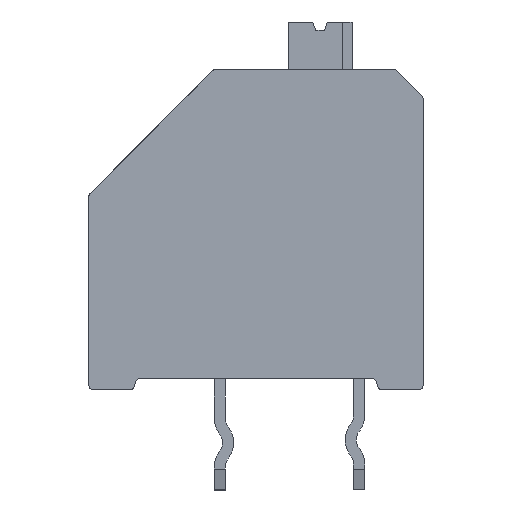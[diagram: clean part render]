
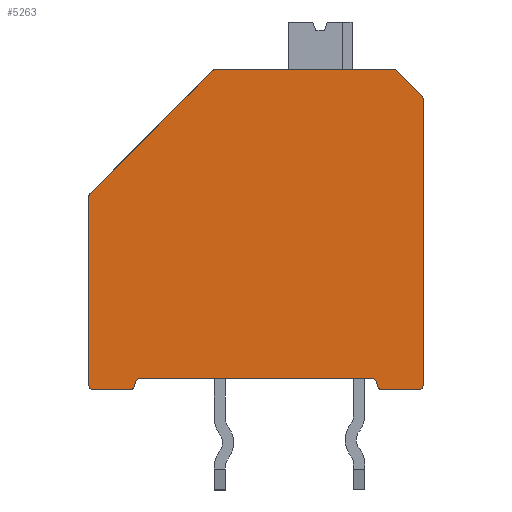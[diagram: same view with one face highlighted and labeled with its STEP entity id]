
A CAD part, front view. The second image highlights one B-rep face of the part: STEP entity #5263.
In plain terms, the highlighted planar face has unit normal (0, -1, 0).
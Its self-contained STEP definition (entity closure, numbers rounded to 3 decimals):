
#223=CIRCLE('',#5455,0.17);
#224=CIRCLE('',#5457,0.17);
#225=CIRCLE('',#5460,0.17);
#226=CIRCLE('',#5463,0.17);
#227=CIRCLE('',#5465,0.17);
#230=CIRCLE('',#5471,0.17);
#243=CIRCLE('',#5509,0.17);
#244=CIRCLE('',#5517,0.17);
#247=CIRCLE('',#5523,0.17);
#252=CIRCLE('',#5540,0.17);
#643=ORIENTED_EDGE('',*,*,#1516,.F.);
#644=ORIENTED_EDGE('',*,*,#1528,.T.);
#645=ORIENTED_EDGE('',*,*,#1548,.T.);
#646=ORIENTED_EDGE('',*,*,#1536,.F.);
#647=ORIENTED_EDGE('',*,*,#1625,.T.);
#648=ORIENTED_EDGE('',*,*,#1628,.F.);
#649=ORIENTED_EDGE('',*,*,#1627,.T.);
#650=ORIENTED_EDGE('',*,*,#1532,.T.);
#651=ORIENTED_EDGE('',*,*,#1525,.F.);
#652=ORIENTED_EDGE('',*,*,#1610,.T.);
#653=ORIENTED_EDGE('',*,*,#1611,.T.);
#654=ORIENTED_EDGE('',*,*,#1519,.T.);
#655=ORIENTED_EDGE('',*,*,#1537,.F.);
#656=ORIENTED_EDGE('',*,*,#1522,.T.);
#657=ORIENTED_EDGE('',*,*,#1651,.F.);
#658=ORIENTED_EDGE('',*,*,#1656,.T.);
#659=ORIENTED_EDGE('',*,*,#1613,.F.);
#660=ORIENTED_EDGE('',*,*,#1633,.T.);
#661=ORIENTED_EDGE('',*,*,#1586,.T.);
#662=ORIENTED_EDGE('',*,*,#1542,.T.);
#1516=EDGE_CURVE('',#2073,#2074,#2435,.T.);
#1519=EDGE_CURVE('',#2076,#2075,#223,.T.);
#1522=EDGE_CURVE('',#2078,#2077,#224,.T.);
#1525=EDGE_CURVE('',#2079,#2080,#2442,.T.);
#1528=EDGE_CURVE('',#2073,#2081,#225,.T.);
#1532=EDGE_CURVE('',#2084,#2080,#226,.T.);
#1536=EDGE_CURVE('',#2086,#2085,#227,.T.);
#1537=EDGE_CURVE('',#2078,#2075,#2451,.T.);
#1542=EDGE_CURVE('',#2091,#2074,#230,.T.);
#1548=EDGE_CURVE('',#2081,#2085,#2457,.T.);
#1586=EDGE_CURVE('',#2124,#2091,#2488,.T.);
#1610=EDGE_CURVE('',#2079,#2140,#243,.T.);
#1611=EDGE_CURVE('',#2140,#2076,#2501,.T.);
#1613=EDGE_CURVE('',#2141,#2142,#2503,.T.);
#1625=EDGE_CURVE('',#2086,#2148,#2515,.T.);
#1627=EDGE_CURVE('',#2149,#2084,#2517,.T.);
#1628=EDGE_CURVE('',#2149,#2148,#244,.T.);
#1633=EDGE_CURVE('',#2141,#2124,#247,.T.);
#1651=EDGE_CURVE('',#2157,#2077,#2531,.T.);
#1656=EDGE_CURVE('',#2157,#2142,#252,.T.);
#2073=VERTEX_POINT('',#7104);
#2074=VERTEX_POINT('',#7106);
#2075=VERTEX_POINT('',#7110);
#2076=VERTEX_POINT('',#7112);
#2077=VERTEX_POINT('',#7116);
#2078=VERTEX_POINT('',#7118);
#2079=VERTEX_POINT('',#7122);
#2080=VERTEX_POINT('',#7124);
#2081=VERTEX_POINT('',#7128);
#2084=VERTEX_POINT('',#7138);
#2085=VERTEX_POINT('',#7142);
#2086=VERTEX_POINT('',#7144);
#2091=VERTEX_POINT('',#7159);
#2124=VERTEX_POINT('',#7249);
#2140=VERTEX_POINT('',#7318);
#2141=VERTEX_POINT('',#7324);
#2142=VERTEX_POINT('',#7326);
#2148=VERTEX_POINT('',#7346);
#2149=VERTEX_POINT('',#7350);
#2157=VERTEX_POINT('',#7395);
#2435=LINE('',#7105,#2809);
#2442=LINE('',#7123,#2816);
#2451=LINE('',#7147,#2825);
#2457=LINE('',#7171,#2831);
#2488=LINE('',#7248,#2862);
#2501=LINE('',#7321,#2875);
#2503=LINE('',#7325,#2877);
#2515=LINE('',#7347,#2889);
#2517=LINE('',#7351,#2891);
#2531=LINE('',#7396,#2905);
#2809=VECTOR('',#5898,1000.);
#2816=VECTOR('',#5915,1000.);
#2825=VECTOR('',#5940,1000.);
#2831=VECTOR('',#5964,1000.);
#2862=VECTOR('',#6031,1000.);
#2875=VECTOR('',#6078,1000.);
#2877=VECTOR('',#6082,1000.);
#2889=VECTOR('',#6100,1000.);
#2891=VECTOR('',#6104,1000.);
#2905=VECTOR('',#6164,1000.);
#3219=EDGE_LOOP('',(#643,#644,#645,#646,#647,#648,#649,#650,#651,#652,#653,
#654,#655,#656,#657,#658,#659,#660,#661,#662));
#3443=FACE_BOUND('',#3219,.T.);
#3645=PLANE('',#5539);
#5263=ADVANCED_FACE('',(#3443),#3645,.T.);
#5455=AXIS2_PLACEMENT_3D('',#7111,#5903,#5904);
#5457=AXIS2_PLACEMENT_3D('',#7117,#5909,#5910);
#5460=AXIS2_PLACEMENT_3D('',#7129,#5920,#5921);
#5463=AXIS2_PLACEMENT_3D('',#7137,#5929,#5930);
#5465=AXIS2_PLACEMENT_3D('',#7145,#5936,#5937);
#5471=AXIS2_PLACEMENT_3D('',#7158,#5951,#5952);
#5509=AXIS2_PLACEMENT_3D('',#7319,#6074,#6075);
#5517=AXIS2_PLACEMENT_3D('',#7353,#6107,#6108);
#5523=AXIS2_PLACEMENT_3D('',#7361,#6121,#6122);
#5539=AXIS2_PLACEMENT_3D('',#7403,#6169,#6170);
#5540=AXIS2_PLACEMENT_3D('',#7404,#6171,#6172);
#5898=DIRECTION('',(-1.,0.,0.));
#5903=DIRECTION('',(0.,-1.,0.));
#5904=DIRECTION('',(0.,0.,-1.));
#5909=DIRECTION('',(0.,-1.,0.));
#5910=DIRECTION('',(0.,0.,-1.));
#5915=DIRECTION('',(-1.,0.,0.));
#5920=DIRECTION('',(0.,-1.,0.));
#5921=DIRECTION('',(0.,0.,-1.));
#5929=DIRECTION('',(0.,-1.,0.));
#5930=DIRECTION('',(0.,0.,-1.));
#5936=DIRECTION('',(0.,-1.,0.));
#5937=DIRECTION('',(0.,0.,-1.));
#5940=DIRECTION('',(0.707,0.,-0.707));
#5951=DIRECTION('',(0.,-1.,0.));
#5952=DIRECTION('',(0.,0.,-1.));
#5964=DIRECTION('',(0.259,0.,0.966));
#6031=DIRECTION('',(0.,0.,-1.));
#6074=DIRECTION('',(0.,-1.,0.));
#6075=DIRECTION('',(0.,0.,-1.));
#6078=DIRECTION('',(0.,0.,1.));
#6082=DIRECTION('',(0.707,0.,0.707));
#6100=DIRECTION('',(1.,0.,0.));
#6104=DIRECTION('',(0.259,0.,-0.966));
#6107=DIRECTION('',(0.,-1.,0.));
#6108=DIRECTION('',(0.,0.,-1.));
#6121=DIRECTION('',(0.,-1.,0.));
#6122=DIRECTION('',(0.,0.,-1.));
#6164=DIRECTION('',(1.,0.,0.));
#6169=DIRECTION('',(0.,-1.,0.));
#6170=DIRECTION('',(0.,0.,-1.));
#6171=DIRECTION('',(0.,-1.,0.));
#6172=DIRECTION('',(0.,0.,-1.));
#7104=CARTESIAN_POINT('',(1.47,-5.31,-0.17));
#7105=CARTESIAN_POINT('',(6.,-5.31,-0.17));
#7106=CARTESIAN_POINT('',(0.17,-5.31,-0.17));
#7110=CARTESIAN_POINT('',(11.95,-5.31,10.38));
#7111=CARTESIAN_POINT('',(11.83,-5.31,10.26));
#7112=CARTESIAN_POINT('',(12.,-5.31,10.26));
#7116=CARTESIAN_POINT('',(10.93,-5.31,11.33));
#7117=CARTESIAN_POINT('',(10.93,-5.31,11.16));
#7118=CARTESIAN_POINT('',(11.05,-5.31,11.28));
#7122=CARTESIAN_POINT('',(11.83,-5.31,-0.17));
#7123=CARTESIAN_POINT('',(6.,-5.31,-0.17));
#7124=CARTESIAN_POINT('',(10.53,-5.31,-0.17));
#7128=CARTESIAN_POINT('',(1.634,-5.31,-0.044));
#7129=CARTESIAN_POINT('',(1.47,-5.31,0.));
#7137=CARTESIAN_POINT('',(10.53,-5.31,0.));
#7138=CARTESIAN_POINT('',(10.366,-5.31,-0.044));
#7142=CARTESIAN_POINT('',(1.673,-5.31,0.104));
#7144=CARTESIAN_POINT('',(1.838,-5.31,0.23));
#7145=CARTESIAN_POINT('',(1.838,-5.31,0.06));
#7147=CARTESIAN_POINT('',(11.5,-5.31,10.83));
#7158=CARTESIAN_POINT('',(0.17,-5.31,0.));
#7159=CARTESIAN_POINT('',(0.,-5.31,0.));
#7171=CARTESIAN_POINT('',(1.707,-5.31,0.23));
#7248=CARTESIAN_POINT('',(0.,-5.31,13.03));
#7249=CARTESIAN_POINT('',(0.,-5.31,6.76));
#7318=CARTESIAN_POINT('',(12.,-5.31,0.));
#7319=CARTESIAN_POINT('',(11.83,-5.31,0.));
#7321=CARTESIAN_POINT('',(12.,-5.31,-3.77));
#7324=CARTESIAN_POINT('',(0.05,-5.31,6.88));
#7325=CARTESIAN_POINT('',(1.847,-5.31,8.677));
#7326=CARTESIAN_POINT('',(4.45,-5.31,11.28));
#7346=CARTESIAN_POINT('',(10.162,-5.31,0.23));
#7347=CARTESIAN_POINT('',(10.493,-5.31,0.23));
#7350=CARTESIAN_POINT('',(10.327,-5.31,0.104));
#7351=CARTESIAN_POINT('',(10.774,-5.31,-1.566));
#7353=CARTESIAN_POINT('',(10.162,-5.31,0.06));
#7361=CARTESIAN_POINT('',(0.17,-5.31,6.76));
#7395=CARTESIAN_POINT('',(4.57,-5.31,11.33));
#7396=CARTESIAN_POINT('',(4.5,-5.31,11.33));
#7403=CARTESIAN_POINT('',(0.,-5.31,0.));
#7404=CARTESIAN_POINT('',(4.57,-5.31,11.16));
